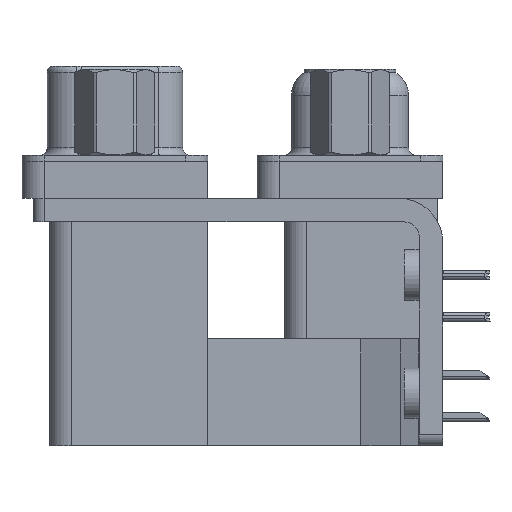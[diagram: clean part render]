
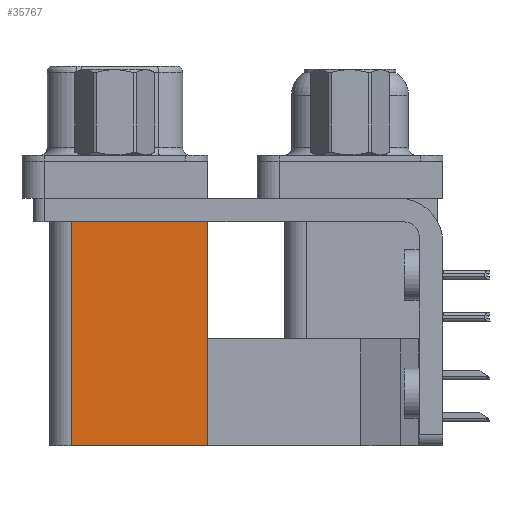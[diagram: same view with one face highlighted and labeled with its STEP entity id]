
A CAD part, left-side view. The second image highlights one B-rep face of the part: STEP entity #35767.
In plain terms, the highlighted planar face has unit normal (-1, 0, 0).
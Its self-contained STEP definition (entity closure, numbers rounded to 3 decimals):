
#1195 = CARTESIAN_POINT ( 'NONE',  ( 3.79, 9.6, -19.2 ) ) ;
#1414 = ORIENTED_EDGE ( 'NONE', *, *, #22583, .F. ) ;
#1731 = VECTOR ( 'NONE', #23093, 1000. ) ;
#2657 = EDGE_CURVE ( 'NONE', #4155, #32858, #24908, .T. ) ;
#3347 = LINE ( 'NONE', #17538, #23660 ) ;
#4069 = FACE_OUTER_BOUND ( 'NONE', #10457, .T. ) ;
#4106 = ORIENTED_EDGE ( 'NONE', *, *, #5572, .T. ) ;
#4155 = VERTEX_POINT ( 'NONE', #27355 ) ;
#4283 = DIRECTION ( 'NONE',  ( 0., 0., -1. ) ) ;
#5572 = EDGE_CURVE ( 'NONE', #7908, #4155, #22881, .T. ) ;
#6915 = EDGE_CURVE ( 'NONE', #11134, #32858, #37395, .T. ) ;
#7908 = VERTEX_POINT ( 'NONE', #1195 ) ;
#9189 = AXIS2_PLACEMENT_3D ( 'NONE', #11034, #24796, #4283 ) ;
#10380 = CARTESIAN_POINT ( 'NONE',  ( 3.79, 18.8, -2.5 ) ) ;
#10457 = EDGE_LOOP ( 'NONE', ( #36104, #38112, #1414, #4106 ) ) ;
#11034 = CARTESIAN_POINT ( 'NONE',  ( 3.79, 9.6, -19.2 ) ) ;
#11134 = VERTEX_POINT ( 'NONE', #13537 ) ;
#13537 = CARTESIAN_POINT ( 'NONE',  ( 3.79, 18.8, -19.2 ) ) ;
#15611 = VECTOR ( 'NONE', #30887, 1000. ) ;
#17538 = CARTESIAN_POINT ( 'NONE',  ( 3.79, 9.6, -19.2 ) ) ;
#22583 = EDGE_CURVE ( 'NONE', #7908, #11134, #3347, .T. ) ;
#22881 = LINE ( 'NONE', #34482, #1731 ) ;
#23093 = DIRECTION ( 'NONE',  ( 0., 0., 1. ) ) ;
#23660 = VECTOR ( 'NONE', #30825, 1000. ) ;
#23682 = CARTESIAN_POINT ( 'NONE',  ( 3.79, 18.8, -19.2 ) ) ;
#24796 = DIRECTION ( 'NONE',  ( 1., 0., 0. ) ) ;
#24908 = LINE ( 'NONE', #28968, #33504 ) ;
#25346 = DIRECTION ( 'NONE',  ( 0., 1., 0. ) ) ;
#27355 = CARTESIAN_POINT ( 'NONE',  ( 3.79, 9.6, -2.5 ) ) ;
#28968 = CARTESIAN_POINT ( 'NONE',  ( 3.79, 9.6, -2.5 ) ) ;
#30825 = DIRECTION ( 'NONE',  ( 0., 1., 0. ) ) ;
#30887 = DIRECTION ( 'NONE',  ( 0., 0., 1. ) ) ;
#32858 = VERTEX_POINT ( 'NONE', #10380 ) ;
#33504 = VECTOR ( 'NONE', #25346, 1000. ) ;
#34482 = CARTESIAN_POINT ( 'NONE',  ( 3.79, 9.6, -19.2 ) ) ;
#35767 = ADVANCED_FACE ( 'NONE', ( #4069 ), #41909, .F. ) ;
#36104 = ORIENTED_EDGE ( 'NONE', *, *, #2657, .T. ) ;
#37395 = LINE ( 'NONE', #23682, #15611 ) ;
#38112 = ORIENTED_EDGE ( 'NONE', *, *, #6915, .F. ) ;
#41909 = PLANE ( 'NONE',  #9189 ) ;
